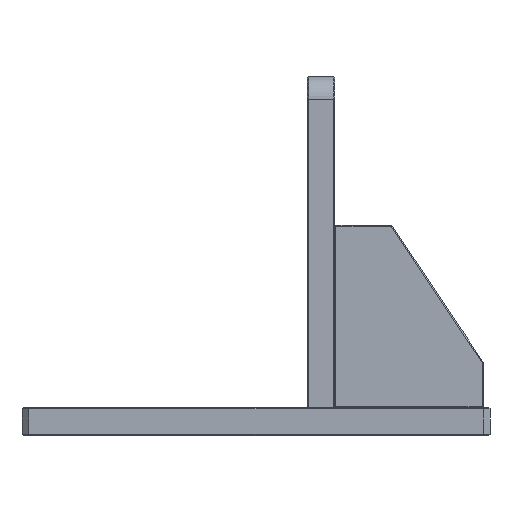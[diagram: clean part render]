
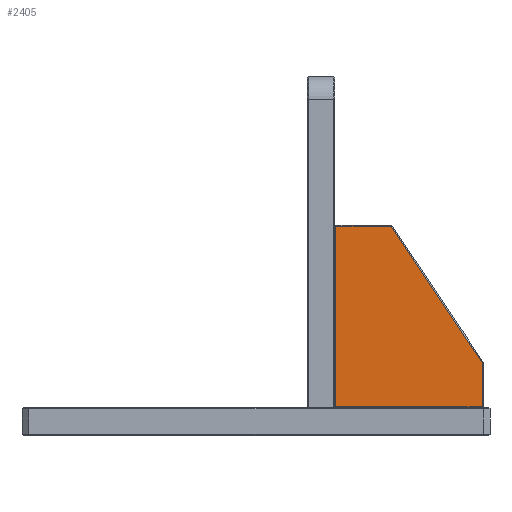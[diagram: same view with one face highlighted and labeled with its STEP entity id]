
A CAD part, left-side view. The second image highlights one B-rep face of the part: STEP entity #2405.
In plain terms, the highlighted planar face has unit normal (-1, 0, 0).
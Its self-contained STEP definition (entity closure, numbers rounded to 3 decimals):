
#42 = ORIENTED_EDGE ( 'NONE', *, *, #1143, .T. ) ;
#85 = LINE ( 'NONE', #16115, #266 ) ;
#266 = VECTOR ( 'NONE', #5549, 1000. ) ;
#679 = AXIS2_PLACEMENT_3D ( 'NONE', #15142, #13615, #6992 ) ;
#1094 = DIRECTION ( 'NONE',  ( 0., -1., 0. ) ) ;
#1143 = EDGE_CURVE ( 'NONE', #14945, #9998, #11747, .T. ) ;
#1185 = ORIENTED_EDGE ( 'NONE', *, *, #16416, .T. ) ;
#1283 = LINE ( 'NONE', #14890, #12240 ) ;
#1603 = ORIENTED_EDGE ( 'NONE', *, *, #13731, .T. ) ;
#2343 = EDGE_LOOP ( 'NONE', ( #1603, #42, #2754, #11300, #1185 ) ) ;
#2405 = ADVANCED_FACE ( 'NONE', ( #14886 ), #5486, .F. ) ;
#2412 = VECTOR ( 'NONE', #6798, 1000. ) ;
#2754 = ORIENTED_EDGE ( 'NONE', *, *, #6138, .T. ) ;
#2785 = CARTESIAN_POINT ( 'NONE',  ( -65., -99., 31.849 ) ) ;
#3600 = CARTESIAN_POINT ( 'NONE',  ( -65., -99., 12. ) ) ;
#4767 = VECTOR ( 'NONE', #1094, 1000. ) ;
#5486 = PLANE ( 'NONE',  #679 ) ;
#5549 = DIRECTION ( 'NONE',  ( 0., 0.555, 0.832 ) ) ;
#6138 = EDGE_CURVE ( 'NONE', #9998, #6209, #11625, .T. ) ;
#6194 = VERTEX_POINT ( 'NONE', #14855 ) ;
#6209 = VERTEX_POINT ( 'NONE', #2785 ) ;
#6798 = DIRECTION ( 'NONE',  ( 0., 0., -1. ) ) ;
#6992 = DIRECTION ( 'NONE',  ( 0., 0., -1. ) ) ;
#8425 = CARTESIAN_POINT ( 'NONE',  ( -65., -35., 91.5 ) ) ;
#9998 = VERTEX_POINT ( 'NONE', #16060 ) ;
#10051 = VECTOR ( 'NONE', #11886, 1000. ) ;
#10655 = CARTESIAN_POINT ( 'NONE',  ( -65., -35., 12. ) ) ;
#11019 = DIRECTION ( 'NONE',  ( 0., 1., 0. ) ) ;
#11300 = ORIENTED_EDGE ( 'NONE', *, *, #16870, .T. ) ;
#11625 = LINE ( 'NONE', #3600, #10051 ) ;
#11747 = LINE ( 'NONE', #13262, #4767 ) ;
#11886 = DIRECTION ( 'NONE',  ( 0., 0., 1. ) ) ;
#12240 = VECTOR ( 'NONE', #11019, 1000. ) ;
#13262 = CARTESIAN_POINT ( 'NONE',  ( -65., -34.5, 12.5 ) ) ;
#13615 = DIRECTION ( 'NONE',  ( 1., 0., 0. ) ) ;
#13731 = EDGE_CURVE ( 'NONE', #16540, #14945, #14770, .T. ) ;
#14087 = CARTESIAN_POINT ( 'NONE',  ( -65., -35., 12.5 ) ) ;
#14770 = LINE ( 'NONE', #10655, #2412 ) ;
#14855 = CARTESIAN_POINT ( 'NONE',  ( -65., -59.232, 91.5 ) ) ;
#14886 = FACE_OUTER_BOUND ( 'NONE', #2343, .T. ) ;
#14890 = CARTESIAN_POINT ( 'NONE',  ( -65., -34.5, 91.5 ) ) ;
#14945 = VERTEX_POINT ( 'NONE', #14087 ) ;
#15142 = CARTESIAN_POINT ( 'NONE',  ( -65., -34.5, 12. ) ) ;
#16060 = CARTESIAN_POINT ( 'NONE',  ( -65., -99., 12.5 ) ) ;
#16115 = CARTESIAN_POINT ( 'NONE',  ( -65., -88.315, 47.876 ) ) ;
#16416 = EDGE_CURVE ( 'NONE', #6194, #16540, #1283, .T. ) ;
#16540 = VERTEX_POINT ( 'NONE', #8425 ) ;
#16870 = EDGE_CURVE ( 'NONE', #6209, #6194, #85, .T. ) ;
